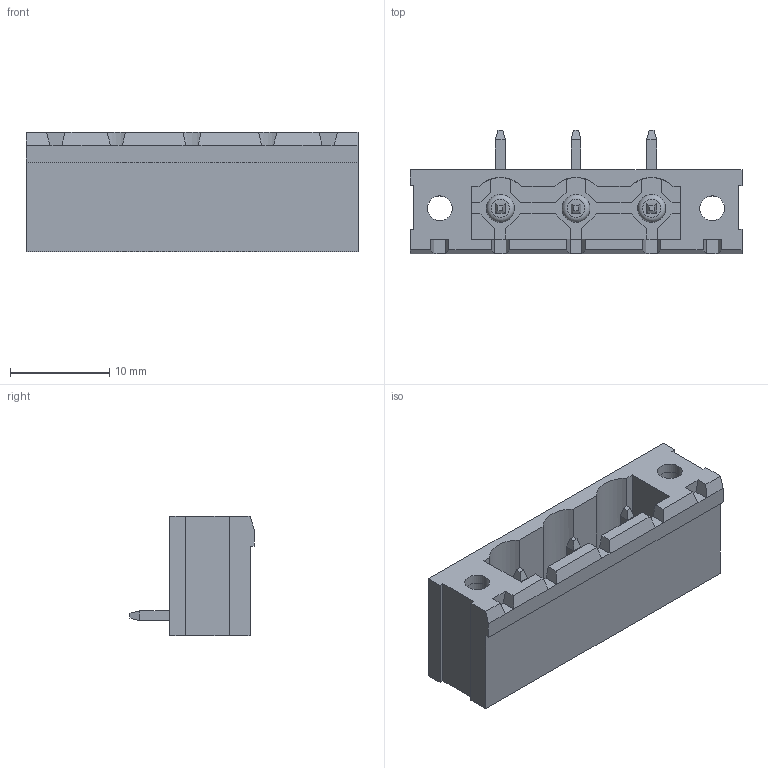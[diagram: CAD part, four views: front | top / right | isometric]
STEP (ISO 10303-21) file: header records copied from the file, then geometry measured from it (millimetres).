
FILE_DESCRIPTION( ( 'Unknown' ), '1' );
FILE_NAME( '69131741003.stp', 'Unknown', ( 'Unknown' ), ( 'Unknown' ), 'PSStep 14.0', 'Unknown', ' ' );
FILE_SCHEMA( ( 'AUTOMOTIVE_DESIGN { 1 0 10303 214 1 1 1 1 }' ) );
Length unit declared in the file: millimetre
Products named in the file (4): Assem1; 6913174100xx_PIN; 691318400003; 6913174100xx_INSERT
Assembly tree (6 placements, depth 2):
  Assem1
    6913174100xx_PIN  x3
    691318400003
    6913174100xx_INSERT  x2
Bounding box: 33.44 x 12.5 x 12 mm (x, y, z)
Volume: 1648.8 mm3; surface area: 3573.8 mm2
Topology: 6 solids, 6 shells, 251 faces, 662 edges, 429 vertices
Faces by surface type: plane 227, cylinder 17, torus 7
Full cylindrical faces by diameter (mm): 2.5 x4, 2.8 x3
Entity records: 8297 total; most frequent: CARTESIAN_POINT 1378, ORIENTED_EDGE 1096, DIRECTION 1001, EDGE_CURVE 548, LINE 497, VECTOR 497, VERTEX_POINT 365, AXIS2_PLACEMENT_3D 252
